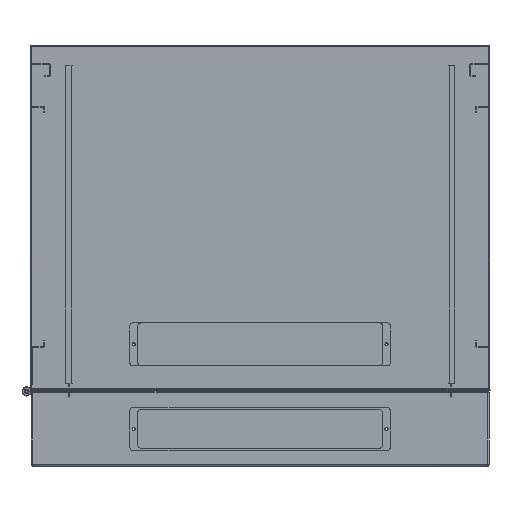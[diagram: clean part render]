
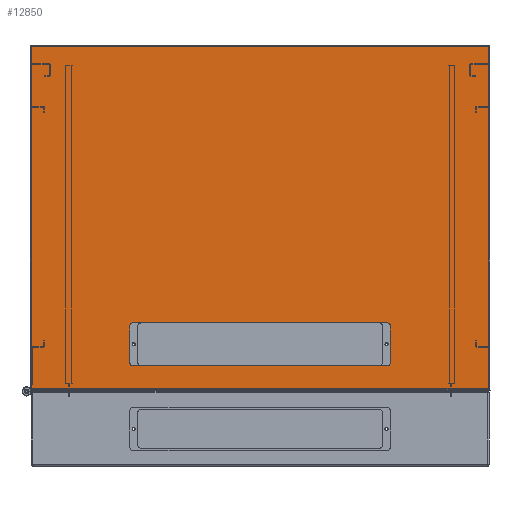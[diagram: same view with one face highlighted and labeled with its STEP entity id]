
A CAD part, front view. The second image highlights one B-rep face of the part: STEP entity #12850.
In plain terms, the highlighted face is planar.
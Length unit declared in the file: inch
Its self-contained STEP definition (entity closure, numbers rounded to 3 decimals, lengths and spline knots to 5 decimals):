
#21 = VERTEX_POINT ( 'NONE', #10090 ) ;
#800 = DIRECTION ( 'NONE',  ( 0., -1., 0. ) ) ;
#1133 = ORIENTED_EDGE ( 'NONE', *, *, #1986, .F. ) ;
#1456 = EDGE_CURVE ( 'NONE', #3835, #11351, #29835, .T. ) ;
#1631 = CARTESIAN_POINT ( 'NONE',  ( 11.74409, 7.28346, 0.06693 ) ) ;
#1986 = EDGE_CURVE ( 'NONE', #21, #28828, #22373, .T. ) ;
#2056 = VECTOR ( 'NONE', #12564, 39.37008 ) ;
#2136 = ORIENTED_EDGE ( 'NONE', *, *, #16077, .F. ) ;
#2160 = CARTESIAN_POINT ( 'NONE',  ( -11.76378, 7.28346, 0.06693 ) ) ;
#2230 = CARTESIAN_POINT ( 'NONE',  ( -6.49606, 7.28346, 2.29921 ) ) ;
#2338 = DIRECTION ( 'NONE',  ( 0., 0., 1. ) ) ;
#2487 = VECTOR ( 'NONE', #42266, 39.37008 ) ;
#3205 = VERTEX_POINT ( 'NONE', #39539 ) ;
#3835 = VERTEX_POINT ( 'NONE', #20089 ) ;
#4083 = CARTESIAN_POINT ( 'NONE',  ( 6.49606, 7.28346, 2.3622 ) ) ;
#4201 = DIRECTION ( 'NONE',  ( 0., -1., 0. ) ) ;
#4520 = CARTESIAN_POINT ( 'NONE',  ( -11.76378, 7.28346, 0. ) ) ;
#4703 = CARTESIAN_POINT ( 'NONE',  ( 11.74409, 7.28346, 0. ) ) ;
#5161 = DIRECTION ( 'NONE',  ( 0., 1., 0. ) ) ;
#5441 = ORIENTED_EDGE ( 'NONE', *, *, #21432, .T. ) ;
#5557 = EDGE_LOOP ( 'NONE', ( #14665, #33442, #42738, #25511, #34658, #38027, #5441, #2136 ) ) ;
#5567 = VERTEX_POINT ( 'NONE', #7619 ) ;
#6179 = EDGE_LOOP ( 'NONE', ( #1133, #17199 ) ) ;
#6736 = LINE ( 'NONE', #39389, #10037 ) ;
#6850 = CIRCLE ( 'NONE', #28587, 0.19685 ) ;
#7227 = DIRECTION ( 'NONE',  ( 0., 0., 1. ) ) ;
#7619 = CARTESIAN_POINT ( 'NONE',  ( 6.10236, 7.28346, 1.25984 ) ) ;
#7899 = EDGE_CURVE ( 'NONE', #12928, #28923, #26937, .T. ) ;
#8009 = DIRECTION ( 'NONE',  ( 0., 0., 1. ) ) ;
#8015 = DIRECTION ( 'NONE',  ( -1., 0., 0. ) ) ;
#8344 = CIRCLE ( 'NONE', #32811, 0.06299 ) ;
#8354 = LINE ( 'NONE', #28508, #12404 ) ;
#8669 = FACE_BOUND ( 'NONE', #12291, .T. ) ;
#9207 = VERTEX_POINT ( 'NONE', #19800 ) ;
#9485 = VERTEX_POINT ( 'NONE', #26988 ) ;
#9884 = DIRECTION ( 'NONE',  ( 0., -1., 0. ) ) ;
#10037 = VECTOR ( 'NONE', #35893, 39.37008 ) ;
#10090 = CARTESIAN_POINT ( 'NONE',  ( -6.49606, 7.28346, 2.4252 ) ) ;
#10305 = VECTOR ( 'NONE', #8015, 39.37008 ) ;
#11081 = AXIS2_PLACEMENT_3D ( 'NONE', #14370, #34052, #41030 ) ;
#11297 = VERTEX_POINT ( 'NONE', #18185 ) ;
#11303 = AXIS2_PLACEMENT_3D ( 'NONE', #4520, #5161, #8009 ) ;
#11318 = PLANE ( 'NONE',  #11303 ) ;
#11327 = LINE ( 'NONE', #21162, #10305 ) ;
#11351 = VERTEX_POINT ( 'NONE', #23159 ) ;
#12168 = CIRCLE ( 'NONE', #23312, 0.06299 ) ;
#12291 = EDGE_LOOP ( 'NONE', ( #16666, #18336 ) ) ;
#12404 = VECTOR ( 'NONE', #15764, 39.37008 ) ;
#12514 = CARTESIAN_POINT ( 'NONE',  ( 6.49606, 7.28346, 2.29921 ) ) ;
#12564 = DIRECTION ( 'NONE',  ( 0., 0., 1. ) ) ;
#12850 = ADVANCED_FACE ( 'NONE', ( #22000, #31452, #8669, #27960 ), #11318, .F. ) ;
#12928 = VERTEX_POINT ( 'NONE', #13018 ) ;
#12999 = CARTESIAN_POINT ( 'NONE',  ( -6.10236, 7.28346, 3.46457 ) ) ;
#13018 = CARTESIAN_POINT ( 'NONE',  ( 6.29921, 7.28346, 3.26772 ) ) ;
#14370 = CARTESIAN_POINT ( 'NONE',  ( -6.49606, 7.28346, 2.3622 ) ) ;
#14665 = ORIENTED_EDGE ( 'NONE', *, *, #1456, .T. ) ;
#14715 = DIRECTION ( 'NONE',  ( 0., -1., 0. ) ) ;
#15116 = EDGE_CURVE ( 'NONE', #42200, #41338, #19039, .T. ) ;
#15671 = CARTESIAN_POINT ( 'NONE',  ( -11.74409, 7.28346, 0.06693 ) ) ;
#15758 = LINE ( 'NONE', #26076, #2487 ) ;
#15764 = DIRECTION ( 'NONE',  ( 1., 0., 0. ) ) ;
#15794 = AXIS2_PLACEMENT_3D ( 'NONE', #29079, #22883, #2338 ) ;
#16077 = EDGE_CURVE ( 'NONE', #3835, #34780, #31869, .T. ) ;
#16235 = EDGE_CURVE ( 'NONE', #12928, #3205, #15758, .T. ) ;
#16636 = CARTESIAN_POINT ( 'NONE',  ( 6.49606, 7.28346, 2.3622 ) ) ;
#16666 = ORIENTED_EDGE ( 'NONE', *, *, #19905, .F. ) ;
#17199 = ORIENTED_EDGE ( 'NONE', *, *, #43051, .F. ) ;
#17209 = CIRCLE ( 'NONE', #15794, 0.19685 ) ;
#17563 = DIRECTION ( 'NONE',  ( 1., 0., 0. ) ) ;
#17978 = LINE ( 'NONE', #25028, #40066 ) ;
#18185 = CARTESIAN_POINT ( 'NONE',  ( 11.74409, 7.28346, 17.64961 ) ) ;
#18336 = ORIENTED_EDGE ( 'NONE', *, *, #40506, .F. ) ;
#18642 = VECTOR ( 'NONE', #21984, 39.37008 ) ;
#18691 = LINE ( 'NONE', #4703, #18642 ) ;
#19039 = LINE ( 'NONE', #2160, #35921 ) ;
#19631 = EDGE_CURVE ( 'NONE', #27514, #28923, #17978, .T. ) ;
#19800 = CARTESIAN_POINT ( 'NONE',  ( 6.49606, 7.28346, 2.4252 ) ) ;
#19905 = EDGE_CURVE ( 'NONE', #9207, #23895, #12168, .T. ) ;
#19962 = CARTESIAN_POINT ( 'NONE',  ( 6.10236, 7.28346, 3.46457 ) ) ;
#19977 = AXIS2_PLACEMENT_3D ( 'NONE', #31355, #14715, #41162 ) ;
#20089 = CARTESIAN_POINT ( 'NONE',  ( -6.29921, 7.28346, 1.45669 ) ) ;
#21162 = CARTESIAN_POINT ( 'NONE',  ( 0., 7.28346, 1.25984 ) ) ;
#21432 = EDGE_CURVE ( 'NONE', #5567, #34780, #11327, .T. ) ;
#21984 = DIRECTION ( 'NONE',  ( 0., 0., -1. ) ) ;
#22000 = FACE_BOUND ( 'NONE', #6179, .T. ) ;
#22373 = CIRCLE ( 'NONE', #42018, 0.06299 ) ;
#22769 = DIRECTION ( 'NONE',  ( 0., 0., 1. ) ) ;
#22883 = DIRECTION ( 'NONE',  ( 0., -1., 0. ) ) ;
#23159 = CARTESIAN_POINT ( 'NONE',  ( -6.29921, 7.28346, 3.26772 ) ) ;
#23312 = AXIS2_PLACEMENT_3D ( 'NONE', #16636, #9884, #22769 ) ;
#23895 = VERTEX_POINT ( 'NONE', #12514 ) ;
#24258 = CIRCLE ( 'NONE', #11081, 0.06299 ) ;
#25028 = CARTESIAN_POINT ( 'NONE',  ( 0., 7.28346, 3.46457 ) ) ;
#25511 = ORIENTED_EDGE ( 'NONE', *, *, #7899, .F. ) ;
#25624 = DIRECTION ( 'NONE',  ( -1., 0., 0. ) ) ;
#26076 = CARTESIAN_POINT ( 'NONE',  ( 6.29921, 7.28346, 2.3622 ) ) ;
#26937 = CIRCLE ( 'NONE', #33216, 0.19685 ) ;
#26947 = EDGE_LOOP ( 'NONE', ( #30504, #36686, #38049, #38990 ) ) ;
#26988 = CARTESIAN_POINT ( 'NONE',  ( -11.74409, 7.28346, 17.64961 ) ) ;
#27422 = CARTESIAN_POINT ( 'NONE',  ( -6.49606, 7.28346, 2.3622 ) ) ;
#27514 = VERTEX_POINT ( 'NONE', #12999 ) ;
#27960 = FACE_OUTER_BOUND ( 'NONE', #26947, .T. ) ;
#28508 = CARTESIAN_POINT ( 'NONE',  ( -11.76378, 7.28346, 17.64961 ) ) ;
#28587 = AXIS2_PLACEMENT_3D ( 'NONE', #38877, #41975, #42187 ) ;
#28828 = VERTEX_POINT ( 'NONE', #2230 ) ;
#28923 = VERTEX_POINT ( 'NONE', #19962 ) ;
#29079 = CARTESIAN_POINT ( 'NONE',  ( -6.10236, 7.28346, 3.26772 ) ) ;
#29835 = LINE ( 'NONE', #39883, #2056 ) ;
#30504 = ORIENTED_EDGE ( 'NONE', *, *, #43149, .F. ) ;
#31134 = DIRECTION ( 'NONE',  ( 0., 0., 1. ) ) ;
#31355 = CARTESIAN_POINT ( 'NONE',  ( -6.10236, 7.28346, 1.45669 ) ) ;
#31452 = FACE_BOUND ( 'NONE', #5557, .T. ) ;
#31777 = EDGE_CURVE ( 'NONE', #41338, #9485, #6736, .T. ) ;
#31869 = CIRCLE ( 'NONE', #19977, 0.19685 ) ;
#32811 = AXIS2_PLACEMENT_3D ( 'NONE', #4083, #800, #34691 ) ;
#33216 = AXIS2_PLACEMENT_3D ( 'NONE', #41992, #41161, #31134 ) ;
#33442 = ORIENTED_EDGE ( 'NONE', *, *, #33785, .F. ) ;
#33785 = EDGE_CURVE ( 'NONE', #27514, #11351, #17209, .T. ) ;
#34052 = DIRECTION ( 'NONE',  ( 0., -1., 0. ) ) ;
#34522 = CARTESIAN_POINT ( 'NONE',  ( -6.10236, 7.28346, 1.25984 ) ) ;
#34658 = ORIENTED_EDGE ( 'NONE', *, *, #16235, .T. ) ;
#34691 = DIRECTION ( 'NONE',  ( 0., 0., 1. ) ) ;
#34780 = VERTEX_POINT ( 'NONE', #34522 ) ;
#35421 = EDGE_CURVE ( 'NONE', #9485, #11297, #8354, .T. ) ;
#35893 = DIRECTION ( 'NONE',  ( 0., 0., 1. ) ) ;
#35921 = VECTOR ( 'NONE', #25624, 39.37008 ) ;
#36686 = ORIENTED_EDGE ( 'NONE', *, *, #35421, .F. ) ;
#38027 = ORIENTED_EDGE ( 'NONE', *, *, #39418, .F. ) ;
#38049 = ORIENTED_EDGE ( 'NONE', *, *, #31777, .F. ) ;
#38877 = CARTESIAN_POINT ( 'NONE',  ( 6.10236, 7.28346, 1.45669 ) ) ;
#38990 = ORIENTED_EDGE ( 'NONE', *, *, #15116, .F. ) ;
#39389 = CARTESIAN_POINT ( 'NONE',  ( -11.74409, 7.28346, 0. ) ) ;
#39418 = EDGE_CURVE ( 'NONE', #5567, #3205, #6850, .T. ) ;
#39539 = CARTESIAN_POINT ( 'NONE',  ( 6.29921, 7.28346, 1.45669 ) ) ;
#39883 = CARTESIAN_POINT ( 'NONE',  ( -6.29921, 7.28346, 2.3622 ) ) ;
#40066 = VECTOR ( 'NONE', #17563, 39.37008 ) ;
#40506 = EDGE_CURVE ( 'NONE', #23895, #9207, #8344, .T. ) ;
#41030 = DIRECTION ( 'NONE',  ( 0., 0., 1. ) ) ;
#41161 = DIRECTION ( 'NONE',  ( 0., -1., 0. ) ) ;
#41162 = DIRECTION ( 'NONE',  ( 0., 0., 1. ) ) ;
#41338 = VERTEX_POINT ( 'NONE', #15671 ) ;
#41975 = DIRECTION ( 'NONE',  ( 0., -1., 0. ) ) ;
#41992 = CARTESIAN_POINT ( 'NONE',  ( 6.10236, 7.28346, 3.26772 ) ) ;
#42018 = AXIS2_PLACEMENT_3D ( 'NONE', #27422, #4201, #7227 ) ;
#42187 = DIRECTION ( 'NONE',  ( 0., 0., 1. ) ) ;
#42200 = VERTEX_POINT ( 'NONE', #1631 ) ;
#42266 = DIRECTION ( 'NONE',  ( 0., 0., -1. ) ) ;
#42738 = ORIENTED_EDGE ( 'NONE', *, *, #19631, .T. ) ;
#43051 = EDGE_CURVE ( 'NONE', #28828, #21, #24258, .T. ) ;
#43149 = EDGE_CURVE ( 'NONE', #11297, #42200, #18691, .T. ) ;
